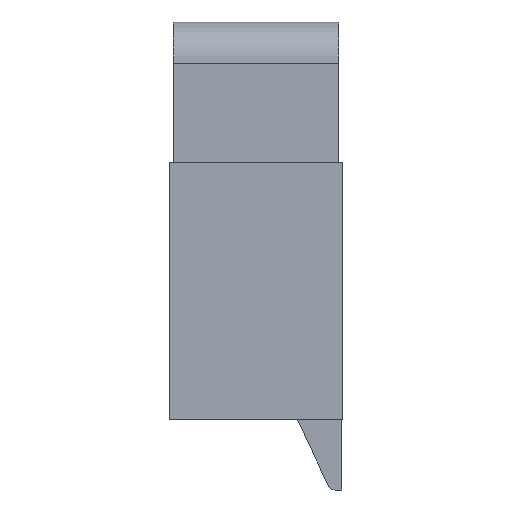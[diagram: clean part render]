
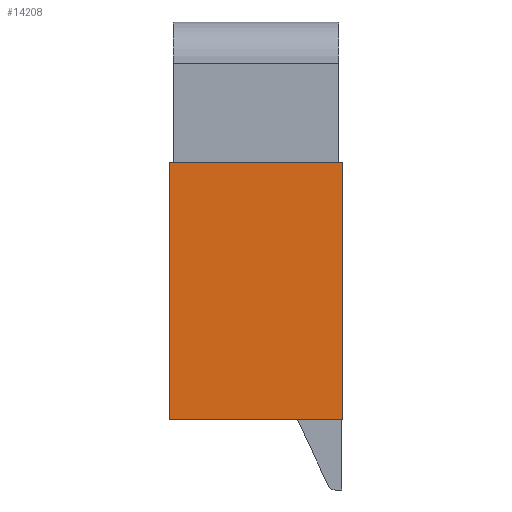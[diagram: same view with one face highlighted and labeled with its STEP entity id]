
A CAD part, left-side view. The second image highlights one B-rep face of the part: STEP entity #14208.
In plain terms, the highlighted planar face has unit normal (-1, 0, 0).
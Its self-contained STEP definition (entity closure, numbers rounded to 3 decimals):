
#734=ORIENTED_EDGE('',*,*,#4284,.T.);
#735=ORIENTED_EDGE('',*,*,#4278,.F.);
#736=ORIENTED_EDGE('',*,*,#4274,.F.);
#737=ORIENTED_EDGE('',*,*,#4285,.F.);
#738=ORIENTED_EDGE('',*,*,#4286,.F.);
#739=ORIENTED_EDGE('',*,*,#4281,.T.);
#4274=EDGE_CURVE('',#6016,#6007,#7305,.T.);
#4278=EDGE_CURVE('',#6007,#6018,#7309,.T.);
#4281=EDGE_CURVE('',#6021,#6020,#7312,.T.);
#4284=EDGE_CURVE('',#6020,#6018,#7315,.T.);
#4285=EDGE_CURVE('',#6023,#6016,#7316,.T.);
#4286=EDGE_CURVE('',#6021,#6023,#7317,.T.);
#6007=VERTEX_POINT('',#19490);
#6016=VERTEX_POINT('',#19523);
#6018=VERTEX_POINT('',#19532);
#6020=VERTEX_POINT('',#19537);
#6021=VERTEX_POINT('',#19539);
#6023=VERTEX_POINT('',#19546);
#7305=LINE('',#19524,#9028);
#7309=LINE('',#19531,#9032);
#7312=LINE('',#19538,#9035);
#7315=LINE('',#19544,#9038);
#7316=LINE('',#19545,#9039);
#7317=LINE('',#19547,#9040);
#9028=VECTOR('',#16099,1000.);
#9032=VECTOR('',#16107,1000.);
#9035=VECTOR('',#16112,1000.);
#9038=VECTOR('',#16117,1000.);
#9039=VECTOR('',#16118,1000.);
#9040=VECTOR('',#16119,1000.);
#10407=EDGE_LOOP('',(#734,#735,#736,#737,#738,#739));
#11022=FACE_BOUND('',#10407,.T.);
#11635=PLANE('',#14838);
#14208=ADVANCED_FACE('',(#11022),#11635,.F.);
#14838=AXIS2_PLACEMENT_3D('',#19543,#16115,#16116);
#16099=DIRECTION('',(0.,-1.,0.));
#16107=DIRECTION('',(0.,-1.,0.));
#16112=DIRECTION('',(0.,-1.,0.));
#16115=DIRECTION('',(1.,0.,0.));
#16116=DIRECTION('',(0.,0.,-1.));
#16117=DIRECTION('',(0.,0.,1.));
#16118=DIRECTION('',(0.,-1.,0.));
#16119=DIRECTION('',(0.,0.,1.));
#19490=CARTESIAN_POINT('',(-6.075,0.,-1.7));
#19523=CARTESIAN_POINT('',(-6.075,2.,-1.7));
#19524=CARTESIAN_POINT('',(-6.075,2.05,-1.7));
#19531=CARTESIAN_POINT('',(-6.075,2.05,-1.7));
#19532=CARTESIAN_POINT('',(-6.075,-0.05,-1.7));
#19537=CARTESIAN_POINT('',(-6.075,-0.05,-4.82));
#19538=CARTESIAN_POINT('',(-6.075,2.05,-4.82));
#19539=CARTESIAN_POINT('',(-6.075,2.05,-4.82));
#19543=CARTESIAN_POINT('',(-6.075,2.05,-4.82));
#19544=CARTESIAN_POINT('',(-6.075,-0.05,-4.82));
#19545=CARTESIAN_POINT('',(-6.075,2.05,-1.7));
#19546=CARTESIAN_POINT('',(-6.075,2.05,-1.7));
#19547=CARTESIAN_POINT('',(-6.075,2.05,-4.82));
